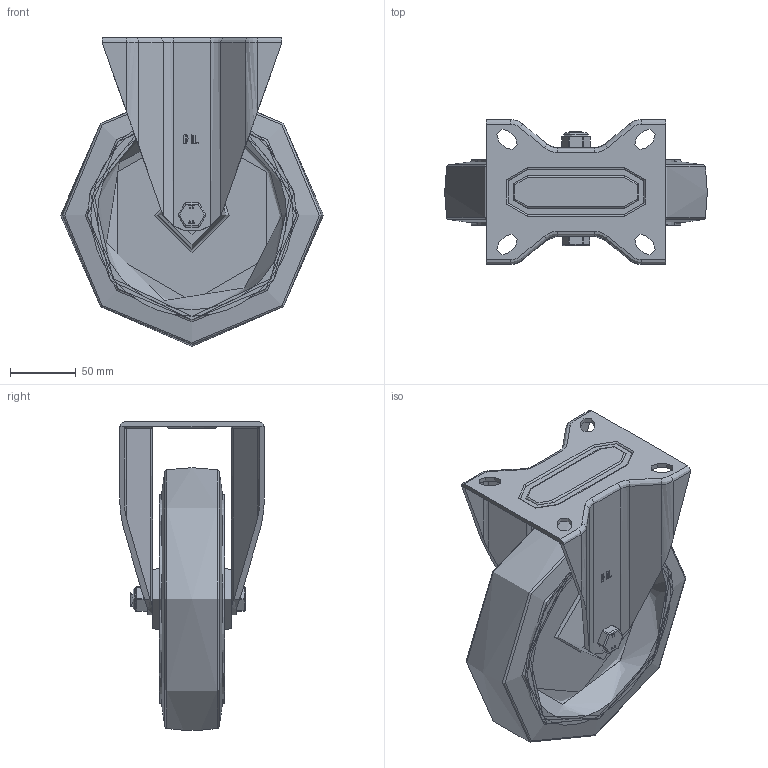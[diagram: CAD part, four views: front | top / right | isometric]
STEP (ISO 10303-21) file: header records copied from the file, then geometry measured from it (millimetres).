
FILE_DESCRIPTION(/* description */ (''),/* implementation_level */ '2;1');
FILE_NAME(/* name */ 'BZMMF200RNB.step',/* time_stamp */ '2024-04-08T12:17:07+01:00',/* author */ (''),/* organization */ (''),/* preprocessor_version */ 'ST-DEVELOPER v20',/* originating_system */ 'Autodesk Translation Framework v12.20.1.177',/* authorisation */ '');
FILE_SCHEMA (('AUTOMOTIVE_DESIGN { 1 0 10303 214 3 1 1 }'));
Length unit declared in the file: millimetre
Products named in the file (19): BZMMF200RNB; BZMMF200AS v1; BZMMF200AS; ZINC PLATED, PRESSED STEEL BRACKET; BZH200WRNRB v1; 75 SHORE A RUBBER TYRE; NYLON RIM; ROLLER BEARING; PINS; Component1; CAGE; TUBEM20X60 v1; ZINC PLATED STEEL TUBE; HEXBOLTM12X80Z8.8 v1; GRADE 8.8 ZINC PLATED BOLT; NYLOCM12Z v1; NYLOC NUT; NUT; RUBBER
Assembly tree (27 placements, depth 5):
  BZMMF200RNB
    BZMMF200AS v1
      BZMMF200AS
      ZINC PLATED, PRESSED STEEL BRACKET
    BZH200WRNRB v1
      75 SHORE A RUBBER TYRE
      NYLON RIM
      ROLLER BEARING
        PINS
          Component1  x10
        CAGE
    TUBEM20X60 v1
      ZINC PLATED STEEL TUBE
    HEXBOLTM12X80Z8.8 v1
      GRADE 8.8 ZINC PLATED BOLT
    NYLOCM12Z v1
      NYLOC NUT
        NUT
        RUBBER
Bounding box: 200 x 110 x 234.83 mm (x, y, z)
Volume: 1085187.2 mm3; surface area: 277273.1 mm2
Topology: 18 solids, 18 shells, 436 faces, 1029 edges, 652 vertices
Faces by surface type: plane 173, cylinder 155, bspline 49, torus 35, sphere 18, cone 6
Full cylindrical faces by diameter (mm): 4.5 x10, 10 x21, 12 x3, 12.2 x2, 12.5 x1, 14 x2, 18 x1, 18.5 x1, 19.9 x1, 20 x1, 29 x2, 154 x2, 159 x2
Entity records: 21370 total; most frequent: CARTESIAN_POINT 11195, DIRECTION 2037, ORIENTED_EDGE 2004, EDGE_CURVE 1002, AXIS2_PLACEMENT_3D 781, VERTEX_POINT 634, EDGE_LOOP 476, LINE 475
